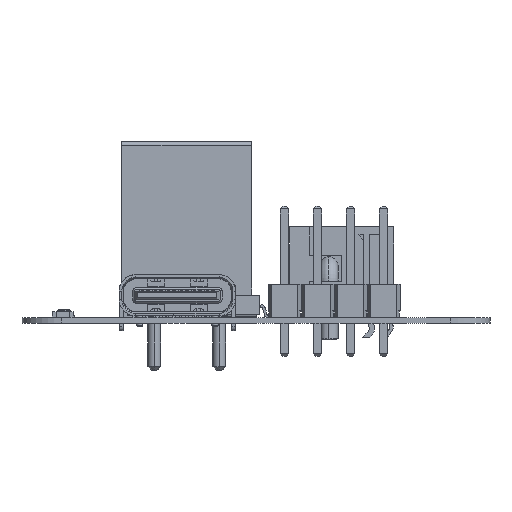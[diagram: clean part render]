
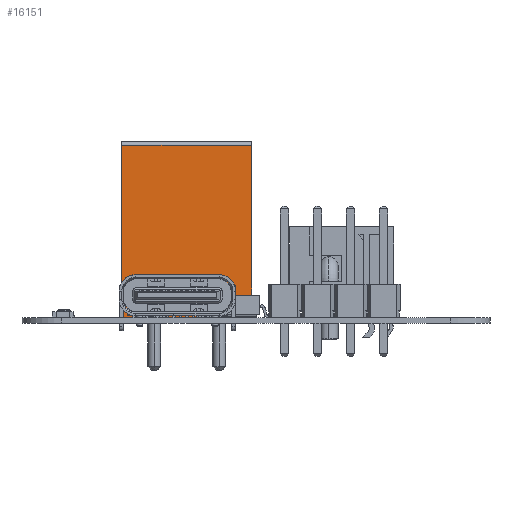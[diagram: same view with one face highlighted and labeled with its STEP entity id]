
A CAD part, front view. The second image highlights one B-rep face of the part: STEP entity #16151.
In plain terms, the highlighted face is planar.
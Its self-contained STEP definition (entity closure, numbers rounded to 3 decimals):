
#12411 = VERTEX_POINT('',#12412);
#12412 = CARTESIAN_POINT('',(46.199,29.053,18.648));
#12419 = EDGE_CURVE('',#12411,#12420,#12422,.T.);
#12420 = VERTEX_POINT('',#12421);
#12421 = CARTESIAN_POINT('',(46.199,29.053,5.448));
#12422 = LINE('',#12423,#12424);
#12423 = CARTESIAN_POINT('',(46.199,29.053,
    9.746));
#12424 = VECTOR('',#12425,1.);
#12425 = DIRECTION('',(0.,0.,-1.));
#12770 = VERTEX_POINT('',#12771);
#12771 = CARTESIAN_POINT('',(46.199,39.053,5.448));
#12777 = EDGE_CURVE('',#12778,#12770,#12780,.T.);
#12778 = VERTEX_POINT('',#12779);
#12779 = CARTESIAN_POINT('',(46.199,39.053,18.648));
#12780 = LINE('',#12781,#12782);
#12781 = CARTESIAN_POINT('',(46.199,39.053,
    9.746));
#12782 = VECTOR('',#12783,1.);
#12783 = DIRECTION('',(0.,0.,-1.));
#13718 = EDGE_CURVE('',#12778,#12411,#13719,.T.);
#13719 = LINE('',#13720,#13721);
#13720 = CARTESIAN_POINT('',(46.199,38.403,18.648));
#13721 = VECTOR('',#13722,1.);
#13722 = DIRECTION('',(0.,-1.,0.));
#16151 = ADVANCED_FACE('',(#16152),#16163,.T.);
#16152 = FACE_BOUND('',#16153,.T.);
#16153 = EDGE_LOOP('',(#16154,#16160,#16161,#16162));
#16154 = ORIENTED_EDGE('',*,*,#16155,.F.);
#16155 = EDGE_CURVE('',#12420,#12770,#16156,.T.);
#16156 = LINE('',#16157,#16158);
#16157 = CARTESIAN_POINT('',(46.199,38.403,5.448));
#16158 = VECTOR('',#16159,1.);
#16159 = DIRECTION('',(0.,1.,0.));
#16160 = ORIENTED_EDGE('',*,*,#12419,.F.);
#16161 = ORIENTED_EDGE('',*,*,#13718,.F.);
#16162 = ORIENTED_EDGE('',*,*,#12777,.T.);
#16163 = PLANE('',#16164);
#16164 = AXIS2_PLACEMENT_3D('',#16165,#16166,#16167);
#16165 = CARTESIAN_POINT('',(46.199,34.503,5.848));
#16166 = DIRECTION('',(-1.,0.,0.));
#16167 = DIRECTION('',(0.,-1.,0.));
